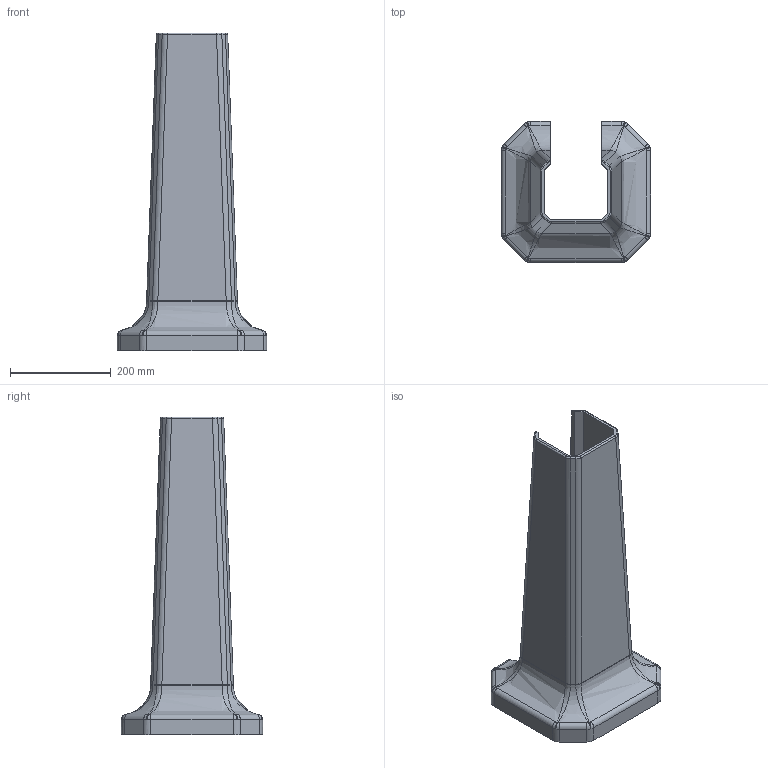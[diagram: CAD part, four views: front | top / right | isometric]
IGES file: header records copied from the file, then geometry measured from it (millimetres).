
Global section: file name: No Iges File Name specified; native system: AutoDesk Inventor R11.0; preprocessor: AutoDesk Inventor Iges Exporter R11.0; author: No Author specified; organization: No Organization specified; date: 20080103.130449; units: millimetre
Bounding box: 296 x 280 x 630 mm (x, y, z)
Volume: 7379221.4 mm3; surface area: 647358.9 mm2
Topology: 1 solids, 1 shells, 127 faces, 313 edges, 188 vertices
Faces by surface type: cylinder 40, bspline 40, plane 38, revolution 9
